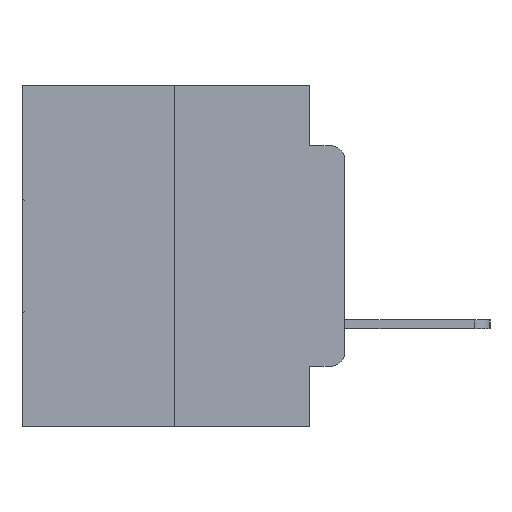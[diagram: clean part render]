
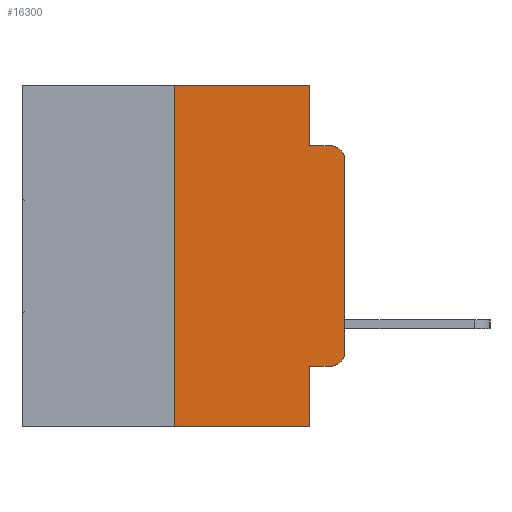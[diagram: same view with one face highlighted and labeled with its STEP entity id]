
A CAD part, left-side view. The second image highlights one B-rep face of the part: STEP entity #16300.
In plain terms, the highlighted planar face has unit normal (-1, 0, 0).
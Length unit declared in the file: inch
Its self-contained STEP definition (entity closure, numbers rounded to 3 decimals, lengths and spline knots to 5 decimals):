
#155 = CARTESIAN_POINT ( 'NONE',  ( 0., 0., -0.3915 ) ) ;
#674 = VERTEX_POINT ( 'NONE', #17317 ) ;
#877 = VERTEX_POINT ( 'NONE', #9884 ) ;
#1027 = DIRECTION ( 'NONE',  ( 0., -1., 0. ) ) ;
#1175 = CARTESIAN_POINT ( 'NONE',  ( 0., 0.473, 0. ) ) ;
#1281 = LINE ( 'NONE', #16772, #6487 ) ;
#1379 = VECTOR ( 'NONE', #3620, 39.37008 ) ;
#1971 = CIRCLE ( 'NONE', #8175, 0.02 ) ;
#2065 = VERTEX_POINT ( 'NONE', #16292 ) ;
#2229 = VECTOR ( 'NONE', #17862, 39.37008 ) ;
#2385 = ORIENTED_EDGE ( 'NONE', *, *, #16769, .F. ) ;
#2654 = ORIENTED_EDGE ( 'NONE', *, *, #19564, .F. ) ;
#3409 = CARTESIAN_POINT ( 'NONE',  ( 0., 0.25, 0. ) ) ;
#3620 = DIRECTION ( 'NONE',  ( 0., -1., 0. ) ) ;
#4517 = VECTOR ( 'NONE', #26301, 39.37008 ) ;
#4554 = EDGE_CURVE ( 'NONE', #6336, #24288, #23183, .T. ) ;
#4794 = CARTESIAN_POINT ( 'NONE',  ( 0., 0.02, -0.1085 ) ) ;
#5215 = VERTEX_POINT ( 'NONE', #16766 ) ;
#5657 = EDGE_CURVE ( 'NONE', #25352, #674, #17213, .T. ) ;
#5837 = CARTESIAN_POINT ( 'NONE',  ( 0., 0.02, -0.4115 ) ) ;
#5860 = CARTESIAN_POINT ( 'NONE',  ( 0., 0.051, -0.0885 ) ) ;
#6252 = VECTOR ( 'NONE', #22472, 39.37008 ) ;
#6336 = VERTEX_POINT ( 'NONE', #3409 ) ;
#6487 = VECTOR ( 'NONE', #8313, 39.37008 ) ;
#7010 = DIRECTION ( 'NONE',  ( 0., 0., -1. ) ) ;
#7159 = CARTESIAN_POINT ( 'NONE',  ( 0., 0.051, 0. ) ) ;
#7256 = LINE ( 'NONE', #5860, #1379 ) ;
#7350 = DIRECTION ( 'NONE',  ( -1., 0., 0. ) ) ;
#7851 = CARTESIAN_POINT ( 'NONE',  ( 0., 0.473, 0. ) ) ;
#8175 = AXIS2_PLACEMENT_3D ( 'NONE', #4794, #19748, #7010 ) ;
#8313 = DIRECTION ( 'NONE',  ( 0., 0., 1. ) ) ;
#8316 = CARTESIAN_POINT ( 'NONE',  ( 0., 0.051, -0.0885 ) ) ;
#8811 = VECTOR ( 'NONE', #18806, 39.37008 ) ;
#9082 = CARTESIAN_POINT ( 'NONE',  ( 0., 0., 0. ) ) ;
#9659 = EDGE_CURVE ( 'NONE', #15256, #14947, #11182, .T. ) ;
#9785 = CARTESIAN_POINT ( 'NONE',  ( 0., 0.473, -0.5 ) ) ;
#9884 = CARTESIAN_POINT ( 'NONE',  ( 0., 0., -0.1085 ) ) ;
#10027 = DIRECTION ( 'NONE',  ( 0., 0., -1. ) ) ;
#10588 = AXIS2_PLACEMENT_3D ( 'NONE', #7851, #22672, #10027 ) ;
#10674 = EDGE_LOOP ( 'NONE', ( #18571, #22892, #2654, #2385, #22851, #21285, #19467, #27134, #16491, #20532 ) ) ;
#11089 = EDGE_CURVE ( 'NONE', #2065, #15256, #20067, .T. ) ;
#11182 = CIRCLE ( 'NONE', #15615, 0.02 ) ;
#11217 = DIRECTION ( 'NONE',  ( 0., 0., 1. ) ) ;
#11243 = CARTESIAN_POINT ( 'NONE',  ( 0., 0.051, 0. ) ) ;
#12078 = PLANE ( 'NONE',  #10588 ) ;
#12249 = VECTOR ( 'NONE', #1027, 39.37008 ) ;
#13945 = EDGE_CURVE ( 'NONE', #2065, #674, #15949, .T. ) ;
#14163 = VECTOR ( 'NONE', #11217, 39.37008 ) ;
#14449 = LINE ( 'NONE', #7159, #2229 ) ;
#14480 = FACE_OUTER_BOUND ( 'NONE', #10674, .T. ) ;
#14947 = VERTEX_POINT ( 'NONE', #155 ) ;
#15256 = VERTEX_POINT ( 'NONE', #5837 ) ;
#15334 = EDGE_CURVE ( 'NONE', #25352, #6336, #1281, .T. ) ;
#15615 = AXIS2_PLACEMENT_3D ( 'NONE', #20090, #7350, #22194 ) ;
#15949 = LINE ( 'NONE', #24227, #4517 ) ;
#16292 = CARTESIAN_POINT ( 'NONE',  ( 0., 0.051, -0.4115 ) ) ;
#16300 = ADVANCED_FACE ( 'NONE', ( #14480 ), #12078, .F. ) ;
#16491 = ORIENTED_EDGE ( 'NONE', *, *, #11089, .T. ) ;
#16766 = CARTESIAN_POINT ( 'NONE',  ( 0., 0.02, -0.0885 ) ) ;
#16769 = EDGE_CURVE ( 'NONE', #24288, #27003, #14449, .T. ) ;
#16772 = CARTESIAN_POINT ( 'NONE',  ( 0., 0.25, 0. ) ) ;
#17213 = LINE ( 'NONE', #9785, #12249 ) ;
#17317 = CARTESIAN_POINT ( 'NONE',  ( 0., 0.051, -0.5 ) ) ;
#17862 = DIRECTION ( 'NONE',  ( 0., 0., -1. ) ) ;
#18571 = ORIENTED_EDGE ( 'NONE', *, *, #22383, .T. ) ;
#18806 = DIRECTION ( 'NONE',  ( 0., -1., 0. ) ) ;
#19467 = ORIENTED_EDGE ( 'NONE', *, *, #5657, .T. ) ;
#19564 = EDGE_CURVE ( 'NONE', #27003, #5215, #7256, .T. ) ;
#19748 = DIRECTION ( 'NONE',  ( -1., 0., 0. ) ) ;
#20067 = LINE ( 'NONE', #20937, #8811 ) ;
#20090 = CARTESIAN_POINT ( 'NONE',  ( 0., 0.02, -0.3915 ) ) ;
#20532 = ORIENTED_EDGE ( 'NONE', *, *, #9659, .T. ) ;
#20937 = CARTESIAN_POINT ( 'NONE',  ( 0., 0.051, -0.4115 ) ) ;
#20992 = EDGE_CURVE ( 'NONE', #877, #5215, #1971, .T. ) ;
#21285 = ORIENTED_EDGE ( 'NONE', *, *, #15334, .F. ) ;
#21608 = CARTESIAN_POINT ( 'NONE',  ( 0., 0.25, -0.5 ) ) ;
#22194 = DIRECTION ( 'NONE',  ( 0., 0., -1. ) ) ;
#22383 = EDGE_CURVE ( 'NONE', #14947, #877, #25273, .T. ) ;
#22472 = DIRECTION ( 'NONE',  ( 0., -1., 0. ) ) ;
#22672 = DIRECTION ( 'NONE',  ( 1., 0., 0. ) ) ;
#22851 = ORIENTED_EDGE ( 'NONE', *, *, #4554, .F. ) ;
#22892 = ORIENTED_EDGE ( 'NONE', *, *, #20992, .T. ) ;
#23183 = LINE ( 'NONE', #1175, #6252 ) ;
#24227 = CARTESIAN_POINT ( 'NONE',  ( 0., 0.051, 0. ) ) ;
#24288 = VERTEX_POINT ( 'NONE', #11243 ) ;
#25273 = LINE ( 'NONE', #9082, #14163 ) ;
#25352 = VERTEX_POINT ( 'NONE', #21608 ) ;
#26301 = DIRECTION ( 'NONE',  ( 0., 0., -1. ) ) ;
#27003 = VERTEX_POINT ( 'NONE', #8316 ) ;
#27134 = ORIENTED_EDGE ( 'NONE', *, *, #13945, .F. ) ;
